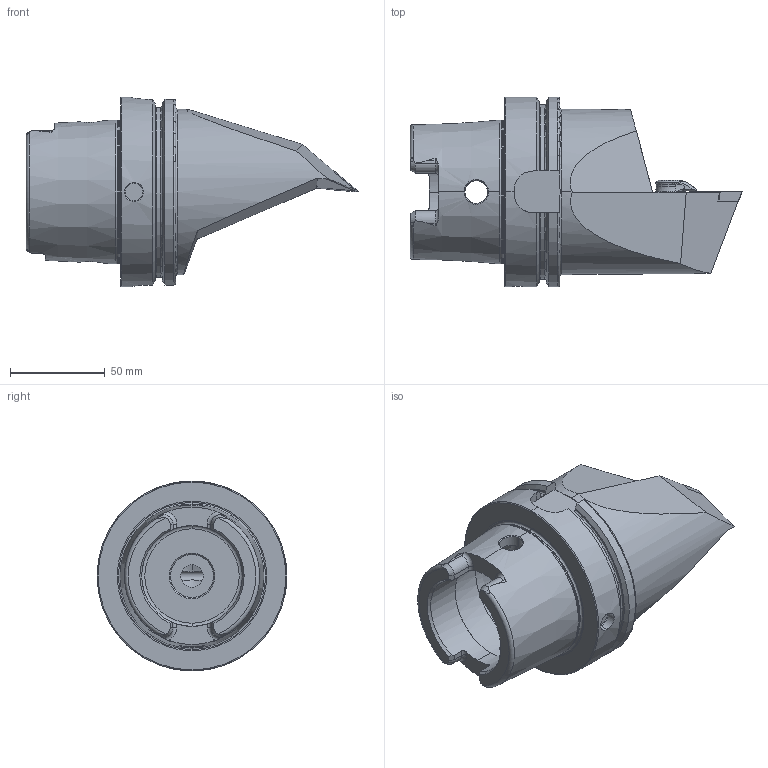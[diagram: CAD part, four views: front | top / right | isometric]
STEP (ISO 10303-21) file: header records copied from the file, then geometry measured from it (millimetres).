
FILE_DESCRIPTION (( 'STEP AP214' ), '1' );
FILE_NAME ('-KV..NMA.125-HP.STEP', '2021-11-17T15:32:32', ( '' ), ( '' ), 'SwSTEP 2.0', 'SolidWorks 2017', '' );
FILE_SCHEMA (( 'AUTOMOTIVE_DESIGN' ));
Length unit declared in the file: millimetre
Products named in the file (11): CHP-PCX.000.022_D《e; DIN 7991 - M5x18; WCB-ER2.001.009_A; VCMT160404; ISO 8752 2x8; DIN 3771 - 13x1; HA0-KVB.NMA.125-HP_A; -KV..NMA.125-HP; CHP-PCX.000.022_B; CHP-ER1.008.014_A; DIN 3771 - 6.5x1.5
Assembly tree (10 placements, depth 3):
  -KV..NMA.125-HP
    HA0-KVB.NMA.125-HP_A
    CHP-PCX.000.022_D《e
      DIN 3771 - 13x1
      DIN 3771 - 6.5x1.5
      CHP-PCX.000.022_B
      DIN 7991 - M5x18
    CHP-ER1.008.014_A
    ISO 8752 2x8
    VCMT160404
    WCB-ER2.001.009_A
Bounding box: 174.88 x 100 x 100 mm (x, y, z)
Volume: 478960.3 mm3; surface area: 69239.3 mm2
Topology: 9 solids, 9 shells, 515 faces, 1307 edges, 797 vertices
Faces by surface type: cylinder 151, plane 129, cone 107, torus 68, bspline 58, sphere 2
Entity records: 22414 total; most frequent: CARTESIAN_POINT 8239, ORIENTED_EDGE 2578, DIRECTION 2280, EDGE_CURVE 1289, AXIS2_PLACEMENT_3D 918, VERTEX_POINT 797, EDGE_LOOP 540, FACE_OUTER_BOUND 515
